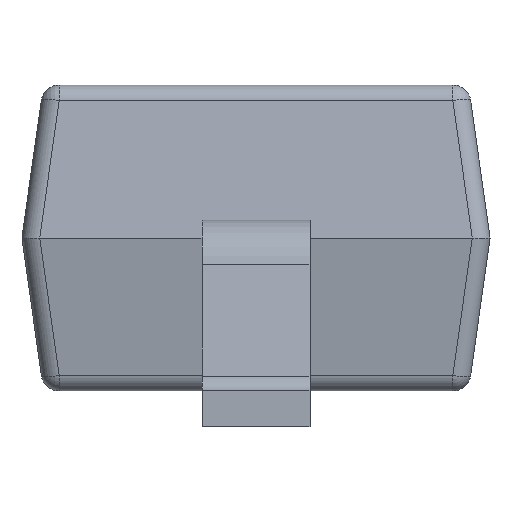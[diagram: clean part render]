
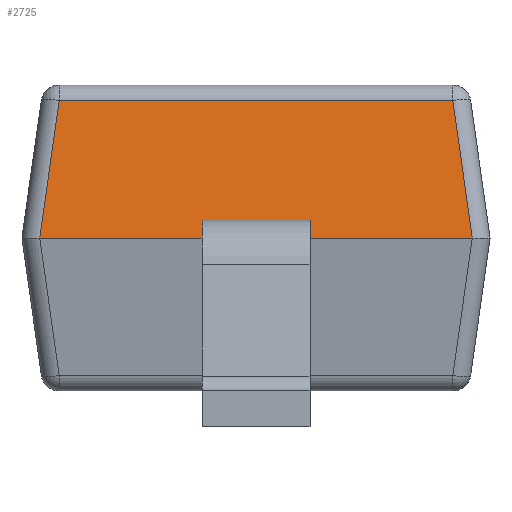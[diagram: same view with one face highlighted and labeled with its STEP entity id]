
A CAD part, left-side view. The second image highlights one B-rep face of the part: STEP entity #2725.
In plain terms, the highlighted planar face has unit normal (-0.99, 0, 0.139).
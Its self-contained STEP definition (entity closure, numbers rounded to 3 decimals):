
#144 = DIRECTION ( 'NONE',  ( 0.138, 0.138, 0.981 ) ) ;
#711 = LINE ( 'NONE', #11407, #9323 ) ;
#954 = LINE ( 'NONE', #8274, #5054 ) ;
#1269 = AXIS2_PLACEMENT_3D ( 'NONE', #4153, #12768, #6431 ) ;
#1411 = DIRECTION ( 'NONE',  ( 0., 1., 0. ) ) ;
#1414 = CARTESIAN_POINT ( 'NONE',  ( -0.78, -0.53, 1.023 ) ) ;
#2000 = ORIENTED_EDGE ( 'NONE', *, *, #6798, .T. ) ;
#2314 = VERTEX_POINT ( 'NONE', #13417 ) ;
#2616 = VECTOR ( 'NONE', #1411, 1000. ) ;
#2725 = ADVANCED_FACE ( 'NONE', ( #10429 ), #4095, .T. ) ;
#2930 = ORIENTED_EDGE ( 'NONE', *, *, #8145, .T. ) ;
#3320 = VECTOR ( 'NONE', #4982, 1000. ) ;
#3482 = EDGE_CURVE ( 'NONE', #3719, #9190, #954, .T. ) ;
#3517 = LINE ( 'NONE', #12895, #8652 ) ;
#3719 = VERTEX_POINT ( 'NONE', #7206 ) ;
#3909 = EDGE_CURVE ( 'NONE', #4279, #2314, #9791, .T. ) ;
#3957 = CARTESIAN_POINT ( 'NONE',  ( -0.85, 0.65, 0.525 ) ) ;
#3986 = ORIENTED_EDGE ( 'NONE', *, *, #7522, .F. ) ;
#4095 = PLANE ( 'NONE',  #1269 ) ;
#4119 = VERTEX_POINT ( 'NONE', #12129 ) ;
#4153 = CARTESIAN_POINT ( 'NONE',  ( -0.79, 0., 0.95 ) ) ;
#4279 = VERTEX_POINT ( 'NONE', #13540 ) ;
#4947 = ORIENTED_EDGE ( 'NONE', *, *, #3482, .T. ) ;
#4982 = DIRECTION ( 'NONE',  ( 0., 1., 0. ) ) ;
#5021 = DIRECTION ( 'NONE',  ( -0.138, 0.138, -0.981 ) ) ;
#5054 = VECTOR ( 'NONE', #11420, 1000. ) ;
#5511 = VECTOR ( 'NONE', #8597, 1000. ) ;
#6024 = LINE ( 'NONE', #3957, #3320 ) ;
#6235 = ORIENTED_EDGE ( 'NONE', *, *, #3909, .F. ) ;
#6344 = VERTEX_POINT ( 'NONE', #13674 ) ;
#6431 = DIRECTION ( 'NONE',  ( 0., 1., 0. ) ) ;
#6442 = LINE ( 'NONE', #7451, #9116 ) ;
#6749 = LINE ( 'NONE', #1414, #7816 ) ;
#6798 = EDGE_CURVE ( 'NONE', #4119, #2314, #711, .T. ) ;
#6961 = EDGE_CURVE ( 'NONE', #12699, #4119, #11615, .T. ) ;
#7131 = ORIENTED_EDGE ( 'NONE', *, *, #8617, .F. ) ;
#7206 = CARTESIAN_POINT ( 'NONE',  ( -0.843, 0.15, 0.575 ) ) ;
#7451 = CARTESIAN_POINT ( 'NONE',  ( -0.79, 0.15, 0.95 ) ) ;
#7522 = EDGE_CURVE ( 'NONE', #13275, #6344, #6024, .T. ) ;
#7816 = VECTOR ( 'NONE', #144, 1000. ) ;
#8145 = EDGE_CURVE ( 'NONE', #9190, #6344, #3517, .T. ) ;
#8274 = CARTESIAN_POINT ( 'NONE',  ( -0.843, 0., 0.575 ) ) ;
#8597 = DIRECTION ( 'NONE',  ( 0., 1., 0. ) ) ;
#8617 = EDGE_CURVE ( 'NONE', #3719, #4279, #6442, .T. ) ;
#8652 = VECTOR ( 'NONE', #12963, 1000. ) ;
#9116 = VECTOR ( 'NONE', #10708, 1000. ) ;
#9190 = VERTEX_POINT ( 'NONE', #13194 ) ;
#9323 = VECTOR ( 'NONE', #5021, 1000. ) ;
#9567 = EDGE_CURVE ( 'NONE', #13275, #12699, #6749, .T. ) ;
#9791 = LINE ( 'NONE', #11935, #2616 ) ;
#10064 = CARTESIAN_POINT ( 'NONE',  ( -0.796, -0.547, 0.907 ) ) ;
#10341 = ORIENTED_EDGE ( 'NONE', *, *, #6961, .T. ) ;
#10429 = FACE_OUTER_BOUND ( 'NONE', #11895, .T. ) ;
#10708 = DIRECTION ( 'NONE',  ( -0.139, 0., -0.99 ) ) ;
#11017 = CARTESIAN_POINT ( 'NONE',  ( -0.85, -0.6, 0.525 ) ) ;
#11407 = CARTESIAN_POINT ( 'NONE',  ( -0.78, 0.53, 1.023 ) ) ;
#11420 = DIRECTION ( 'NONE',  ( 0., -1., 0. ) ) ;
#11550 = CARTESIAN_POINT ( 'NONE',  ( -0.796, 0., 0.907 ) ) ;
#11615 = LINE ( 'NONE', #11550, #5511 ) ;
#11656 = ORIENTED_EDGE ( 'NONE', *, *, #9567, .T. ) ;
#11895 = EDGE_LOOP ( 'NONE', ( #7131, #4947, #2930, #3986, #11656, #10341, #2000, #6235 ) ) ;
#11935 = CARTESIAN_POINT ( 'NONE',  ( -0.85, 0.65, 0.525 ) ) ;
#12129 = CARTESIAN_POINT ( 'NONE',  ( -0.796, 0.547, 0.907 ) ) ;
#12699 = VERTEX_POINT ( 'NONE', #10064 ) ;
#12768 = DIRECTION ( 'NONE',  ( -0.99, 0., 0.139 ) ) ;
#12895 = CARTESIAN_POINT ( 'NONE',  ( -0.79, -0.15, 0.95 ) ) ;
#12963 = DIRECTION ( 'NONE',  ( -0.139, 0., -0.99 ) ) ;
#13194 = CARTESIAN_POINT ( 'NONE',  ( -0.843, -0.15, 0.575 ) ) ;
#13275 = VERTEX_POINT ( 'NONE', #11017 ) ;
#13417 = CARTESIAN_POINT ( 'NONE',  ( -0.85, 0.6, 0.525 ) ) ;
#13540 = CARTESIAN_POINT ( 'NONE',  ( -0.85, 0.15, 0.525 ) ) ;
#13674 = CARTESIAN_POINT ( 'NONE',  ( -0.85, -0.15, 0.525 ) ) ;
